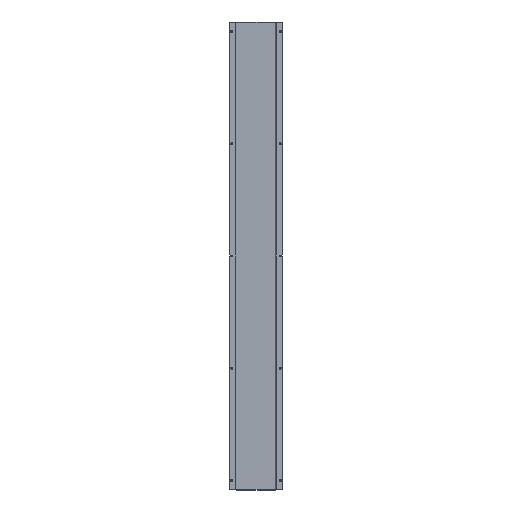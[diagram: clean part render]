
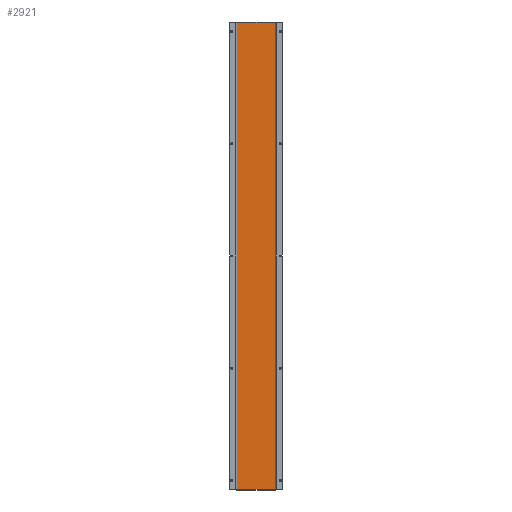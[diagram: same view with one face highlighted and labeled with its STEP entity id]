
A CAD part, front view. The second image highlights one B-rep face of the part: STEP entity #2921.
In plain terms, the highlighted planar face has unit normal (0, -1, 0).
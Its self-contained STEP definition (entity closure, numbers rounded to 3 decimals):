
#185 = ORIENTED_EDGE ( 'NONE', *, *, #1468, .T. ) ;
#186 = ORIENTED_EDGE ( 'NONE', *, *, #2217, .F. ) ;
#325 = ORIENTED_EDGE ( 'NONE', *, *, #1608, .F. ) ;
#406 = CARTESIAN_POINT ( 'NONE',  ( 78.5, 16., -956. ) ) ;
#460 = VERTEX_POINT ( 'NONE', #642 ) ;
#471 = LINE ( 'NONE', #1998, #2176 ) ;
#642 = CARTESIAN_POINT ( 'NONE',  ( -78.5, 16., -956. ) ) ;
#654 = CARTESIAN_POINT ( 'NONE',  ( -78.5, 16., 956. ) ) ;
#693 = DIRECTION ( 'NONE',  ( -1., 0., 0. ) ) ;
#702 = CARTESIAN_POINT ( 'NONE',  ( -79.5, 16., 956. ) ) ;
#776 = DIRECTION ( 'NONE',  ( -1., 0., 0. ) ) ;
#1246 = CARTESIAN_POINT ( 'NONE',  ( -79.5, 16., -956. ) ) ;
#1295 = VERTEX_POINT ( 'NONE', #2720 ) ;
#1390 = LINE ( 'NONE', #1246, #1993 ) ;
#1429 = CARTESIAN_POINT ( 'NONE',  ( -79.5, 16., 956. ) ) ;
#1435 = EDGE_CURVE ( 'NONE', #2780, #460, #2214, .T. ) ;
#1468 = EDGE_CURVE ( 'NONE', #1295, #2780, #2756, .T. ) ;
#1535 = VECTOR ( 'NONE', #693, 1000. ) ;
#1608 = EDGE_CURVE ( 'NONE', #2311, #460, #1390, .T. ) ;
#1610 = VECTOR ( 'NONE', #2510, 1000. ) ;
#1968 = DIRECTION ( 'NONE',  ( 0., 0., -1. ) ) ;
#1993 = VECTOR ( 'NONE', #776, 1000. ) ;
#1998 = CARTESIAN_POINT ( 'NONE',  ( 78.5, 16., 956. ) ) ;
#2076 = PLANE ( 'NONE',  #2347 ) ;
#2097 = FACE_OUTER_BOUND ( 'NONE', #2607, .T. ) ;
#2176 = VECTOR ( 'NONE', #1968, 1000. ) ;
#2214 = LINE ( 'NONE', #2730, #1610 ) ;
#2217 = EDGE_CURVE ( 'NONE', #1295, #2311, #471, .T. ) ;
#2311 = VERTEX_POINT ( 'NONE', #406 ) ;
#2347 = AXIS2_PLACEMENT_3D ( 'NONE', #1429, #2805, #2610 ) ;
#2510 = DIRECTION ( 'NONE',  ( 0., 0., -1. ) ) ;
#2607 = EDGE_LOOP ( 'NONE', ( #325, #186, #185, #2868 ) ) ;
#2610 = DIRECTION ( 'NONE',  ( 0., 0., -1. ) ) ;
#2720 = CARTESIAN_POINT ( 'NONE',  ( 78.5, 16., 956. ) ) ;
#2730 = CARTESIAN_POINT ( 'NONE',  ( -78.5, 16., 956. ) ) ;
#2756 = LINE ( 'NONE', #702, #1535 ) ;
#2780 = VERTEX_POINT ( 'NONE', #654 ) ;
#2805 = DIRECTION ( 'NONE',  ( 0., -1., 0. ) ) ;
#2868 = ORIENTED_EDGE ( 'NONE', *, *, #1435, .T. ) ;
#2921 = ADVANCED_FACE ( 'NONE', ( #2097 ), #2076, .T. ) ;
